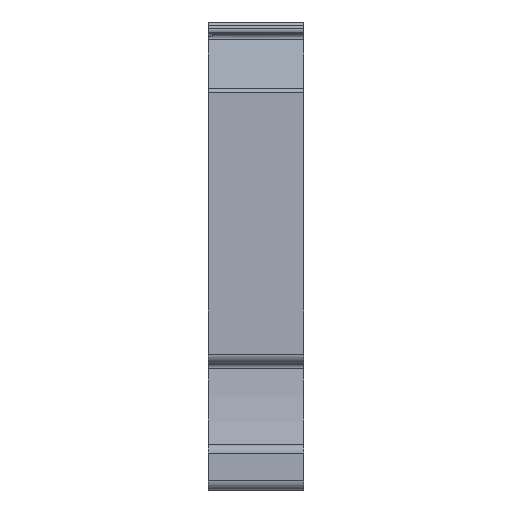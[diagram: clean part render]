
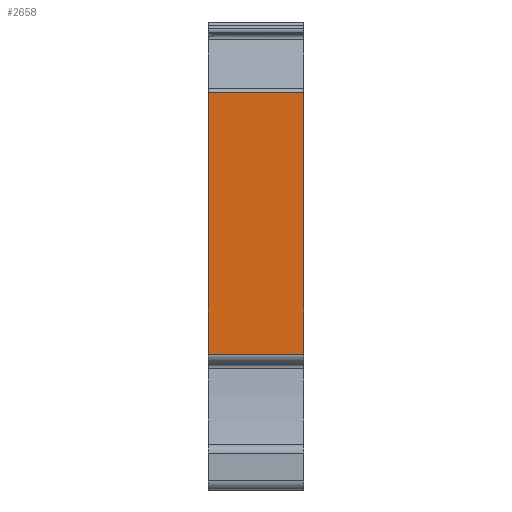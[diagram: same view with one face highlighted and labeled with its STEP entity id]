
A CAD part, left-side view. The second image highlights one B-rep face of the part: STEP entity #2658.
In plain terms, the highlighted planar face has unit normal (-1, 0, 0).
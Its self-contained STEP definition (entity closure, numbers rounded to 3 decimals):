
#1=DIRECTION('',(0.,0.,1.));
#2=VECTOR('',#1,27.743);
#3=CARTESIAN_POINT('',(-35.648,5.05,-10.431));
#4=LINE('',#3,#2);
#384=DIRECTION('',(0.,0.,1.));
#385=VECTOR('',#384,27.743);
#386=CARTESIAN_POINT('',(-35.648,-5.05,-10.431));
#387=LINE('',#386,#385);
#392=DIRECTION('',(0.,-1.,0.));
#393=VECTOR('',#392,10.1);
#394=CARTESIAN_POINT('',(-35.648,5.05,17.312));
#395=LINE('',#394,#393);
#1596=DIRECTION('',(0.,1.,0.));
#1597=VECTOR('',#1596,10.1);
#1598=CARTESIAN_POINT('',(-35.648,-5.05,-10.431));
#1599=LINE('',#1598,#1597);
#1892=CARTESIAN_POINT('',(-35.648,5.05,-10.431));
#1893=CARTESIAN_POINT('',(-35.648,5.05,17.312));
#1894=VERTEX_POINT('',#1892);
#1895=VERTEX_POINT('',#1893);
#2101=CARTESIAN_POINT('',(-35.648,-5.05,-10.431));
#2102=CARTESIAN_POINT('',(-35.648,-5.05,17.312));
#2103=VERTEX_POINT('',#2101);
#2104=VERTEX_POINT('',#2102);
#2644=CARTESIAN_POINT('',(-35.648,-5.05,-10.431));
#2645=DIRECTION('',(1.,0.,0.));
#2646=DIRECTION('',(0.,0.,-1.));
#2647=AXIS2_PLACEMENT_3D('',#2644,#2645,#2646);
#2648=PLANE('',#2647);
#2649=ORIENTED_EDGE('',*,*,#2465,.T.);
#2651=ORIENTED_EDGE('',*,*,#2650,.T.);
#2653=ORIENTED_EDGE('',*,*,#2652,.F.);
#2655=ORIENTED_EDGE('',*,*,#2654,.T.);
#2656=EDGE_LOOP('',(#2649,#2651,#2653,#2655));
#2657=FACE_OUTER_BOUND('',#2656,.F.);
#2465=EDGE_CURVE('',#1894,#1895,#4,.T.);
#2650=EDGE_CURVE('',#1895,#2104,#395,.T.);
#2652=EDGE_CURVE('',#2103,#2104,#387,.T.);
#2654=EDGE_CURVE('',#2103,#1894,#1599,.T.);
#2658=ADVANCED_FACE('',(#2657),#2648,.F.);
